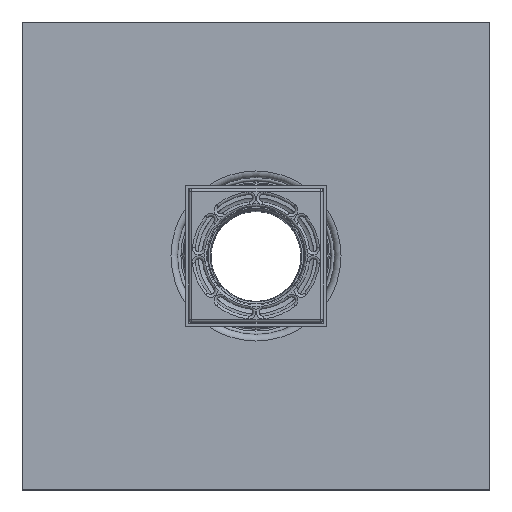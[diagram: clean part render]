
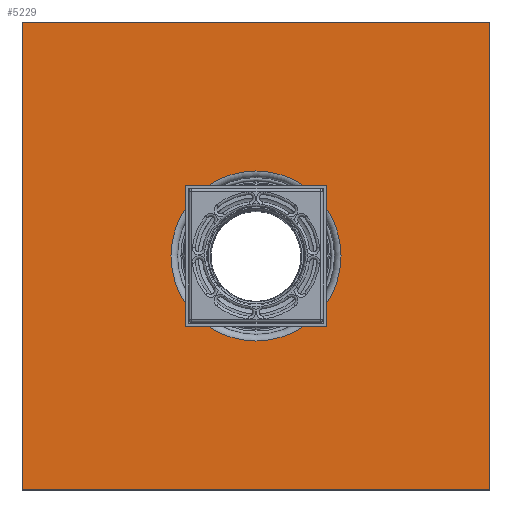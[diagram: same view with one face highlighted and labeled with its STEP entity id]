
A CAD part, top view. The second image highlights one B-rep face of the part: STEP entity #5229.
In plain terms, the highlighted planar face has unit normal (0, 0, 1).
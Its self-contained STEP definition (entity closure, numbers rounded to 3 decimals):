
#103=FACE_BOUND('',#1311,.T.);
#171=PLANE('',#5711);
#410=LINE('',#8764,#645);
#418=LINE('',#8779,#653);
#419=LINE('',#8781,#654);
#420=LINE('',#8782,#655);
#645=VECTOR('',#6820,1.);
#653=VECTOR('',#6832,1.);
#654=VECTOR('',#6835,1.);
#655=VECTOR('',#6836,1.);
#945=FACE_OUTER_BOUND('',#1310,.T.);
#1310=EDGE_LOOP('',(#3779,#3780,#3781,#3782));
#1311=EDGE_LOOP('',(#3783));
#1765=CIRCLE('',#5707,90.88);
#2270=VERTEX_POINT('',#8756);
#2272=VERTEX_POINT('',#8761);
#2273=VERTEX_POINT('',#8763);
#2277=VERTEX_POINT('',#8775);
#2278=VERTEX_POINT('',#8777);
#2819=EDGE_CURVE('',#2270,#2270,#1765,.T.);
#2821=EDGE_CURVE('',#2272,#2273,#410,.T.);
#2829=EDGE_CURVE('',#2277,#2278,#418,.T.);
#2830=EDGE_CURVE('',#2272,#2277,#419,.T.);
#2831=EDGE_CURVE('',#2273,#2278,#420,.T.);
#3779=ORIENTED_EDGE('',*,*,#2830,.T.);
#3780=ORIENTED_EDGE('',*,*,#2829,.T.);
#3781=ORIENTED_EDGE('',*,*,#2831,.F.);
#3782=ORIENTED_EDGE('',*,*,#2821,.F.);
#3783=ORIENTED_EDGE('',*,*,#2819,.T.);
#5229=ADVANCED_FACE('',(#945,#103),#171,.T.);
#5707=AXIS2_PLACEMENT_3D('',#8758,#6815,#6816);
#5711=AXIS2_PLACEMENT_3D('',#8780,#6833,#6834);
#6815=DIRECTION('center_axis',(0.,0.,-1.));
#6816=DIRECTION('ref_axis',(-1.,0.,0.));
#6820=DIRECTION('',(0.,-1.,0.));
#6832=DIRECTION('',(0.,-1.,0.));
#6833=DIRECTION('center_axis',(0.,0.,1.));
#6834=DIRECTION('ref_axis',(-1.,0.,0.));
#6835=DIRECTION('',(-1.,0.,0.));
#6836=DIRECTION('',(-1.,0.,0.));
#8756=CARTESIAN_POINT('',(-2825.317,-88.,438.871));
#8758=CARTESIAN_POINT('Origin',(-2916.197,-88.,438.871));
#8761=CARTESIAN_POINT('',(-2666.197,162.,438.871));
#8763=CARTESIAN_POINT('',(-2666.197,-338.,438.871));
#8764=CARTESIAN_POINT('',(-2666.197,162.,438.871));
#8775=CARTESIAN_POINT('',(-3166.197,162.,438.871));
#8777=CARTESIAN_POINT('',(-3166.197,-338.,438.871));
#8779=CARTESIAN_POINT('',(-3166.197,162.,438.871));
#8780=CARTESIAN_POINT('Origin',(-2916.197,162.,438.871));
#8781=CARTESIAN_POINT('',(-2916.197,162.,438.871));
#8782=CARTESIAN_POINT('',(-2666.197,-338.,438.871));
